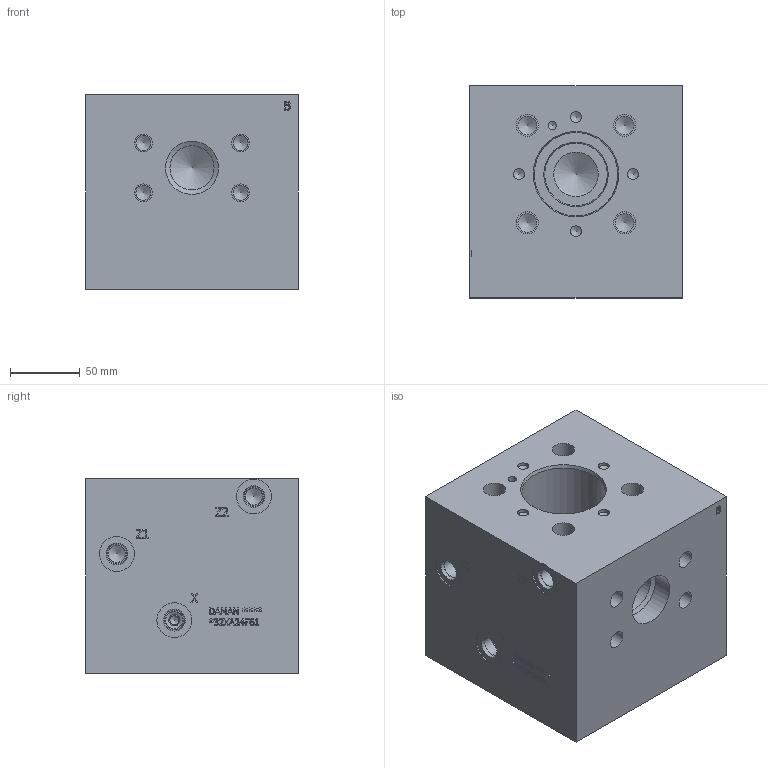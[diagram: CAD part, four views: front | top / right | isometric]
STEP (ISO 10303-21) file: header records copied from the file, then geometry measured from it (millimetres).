
FILE_DESCRIPTION(/* description */ (''),/* implementation_level */ '2;1');
FILE_NAME(/* name */ '_32XA24F61.stp',/* time_stamp */ '2021-10-06T11:37:31-04:00',/* author */ ('trevorh'),/* organization */ (''),/* preprocessor_version */ 'ST-DEVELOPER v18',/* originating_system */ 'Autodesk Inventor 2020',/* authorisation */ '');
FILE_SCHEMA (('CONFIG_CONTROL_DESIGN'));
Length unit declared in the file: millimetre
Products named in the file (1): Part_D32XA24F61_3D
Bounding box: 152.4 x 152.4 x 139.7 mm (x, y, z)
Volume: 2852029 mm3; surface area: 186368.6 mm2
Topology: 1 solids, 1 shells, 593 faces, 1644 edges, 1119 vertices
Faces by surface type: plane 371, bspline 95, cylinder 77, cone 50
Full cylindrical faces by diameter (mm): 5.994 x1, 6.35 x1, 7.925 x4, 8.001 x2, 10.719 x16, 12.294 x4, 12.7 x16, 12.9 x1, 12.903 x3, 13.487 x4, 14.275 x4, 14.529 x4, 15.875 x4, 25.019 x4, 31.75 x1, 32.004 x1, 38.1 x2, 45.009 x1, 60.02 x1, 61.341 x1
Entity records: 19830 total; most frequent: CARTESIAN_POINT 4599, ORIENTED_EDGE 3226, DIRECTION 2707, EDGE_CURVE 1613, LINE 1127, VECTOR 1127, VERTEX_POINT 1119, AXIS2_PLACEMENT_3D 790
